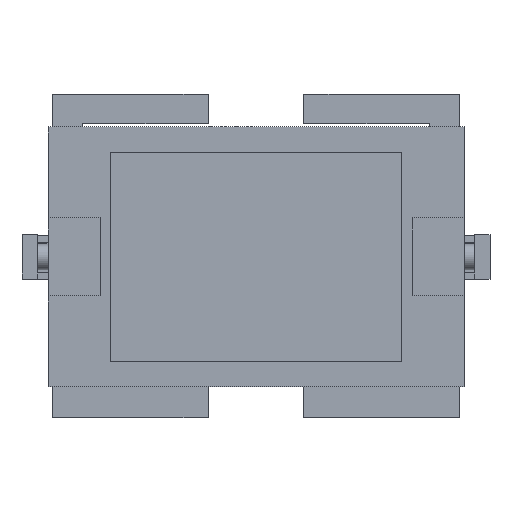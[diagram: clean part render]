
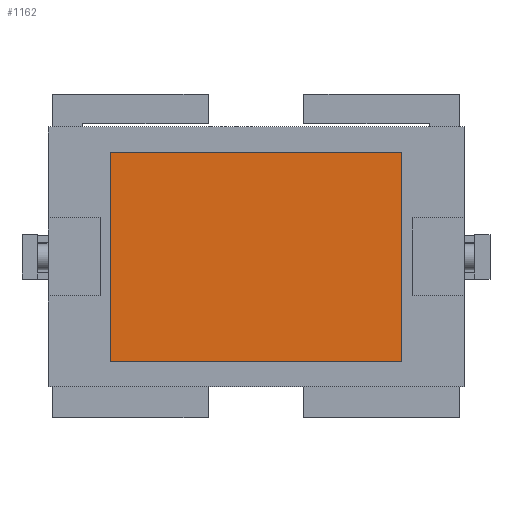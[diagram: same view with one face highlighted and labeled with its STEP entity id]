
A CAD part, top view. The second image highlights one B-rep face of the part: STEP entity #1162.
In plain terms, the highlighted planar face has unit normal (0, 0, 1).
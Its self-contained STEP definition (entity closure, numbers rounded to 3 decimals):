
#904 = VERTEX_POINT('',#905);
#905 = CARTESIAN_POINT('',(28.05,-20.15,10.));
#911 = EDGE_CURVE('',#904,#912,#914,.T.);
#912 = VERTEX_POINT('',#913);
#913 = CARTESIAN_POINT('',(28.05,20.15,10.));
#914 = LINE('',#915,#916);
#915 = CARTESIAN_POINT('',(28.05,-20.15,10.));
#916 = VECTOR('',#917,1.);
#917 = DIRECTION('',(0.,1.,0.));
#935 = EDGE_CURVE('',#912,#936,#938,.T.);
#936 = VERTEX_POINT('',#937);
#937 = CARTESIAN_POINT('',(-28.05,20.15,10.));
#938 = LINE('',#939,#940);
#939 = CARTESIAN_POINT('',(28.05,20.15,10.));
#940 = VECTOR('',#941,1.);
#941 = DIRECTION('',(-1.,0.,0.));
#959 = EDGE_CURVE('',#936,#960,#962,.T.);
#960 = VERTEX_POINT('',#961);
#961 = CARTESIAN_POINT('',(-28.05,-20.15,10.));
#962 = LINE('',#963,#964);
#963 = CARTESIAN_POINT('',(-28.05,20.15,10.));
#964 = VECTOR('',#965,1.);
#965 = DIRECTION('',(0.,-1.,0.));
#983 = EDGE_CURVE('',#960,#904,#984,.T.);
#984 = LINE('',#985,#986);
#985 = CARTESIAN_POINT('',(-28.05,-20.15,10.));
#986 = VECTOR('',#987,1.);
#987 = DIRECTION('',(1.,0.,0.));
#1162 = ADVANCED_FACE('',(#1163),#1169,.T.);
#1163 = FACE_BOUND('',#1164,.T.);
#1164 = EDGE_LOOP('',(#1165,#1166,#1167,#1168));
#1165 = ORIENTED_EDGE('',*,*,#911,.T.);
#1166 = ORIENTED_EDGE('',*,*,#935,.T.);
#1167 = ORIENTED_EDGE('',*,*,#959,.T.);
#1168 = ORIENTED_EDGE('',*,*,#983,.T.);
#1169 = PLANE('',#1170);
#1170 = AXIS2_PLACEMENT_3D('',#1171,#1172,#1173);
#1171 = CARTESIAN_POINT('',(0.,0.,10.));
#1172 = DIRECTION('',(0.,0.,1.));
#1173 = DIRECTION('',(1.,0.,0.));
